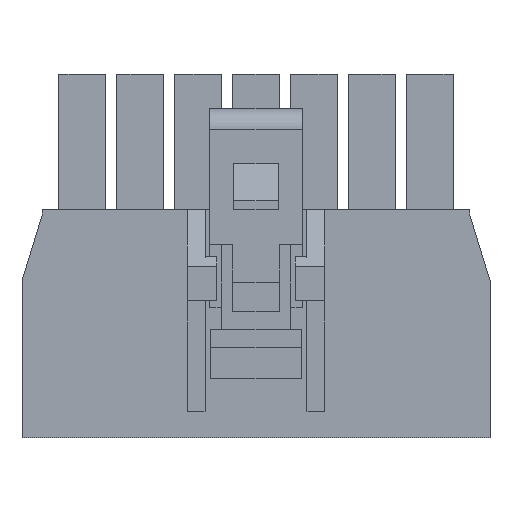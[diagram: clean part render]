
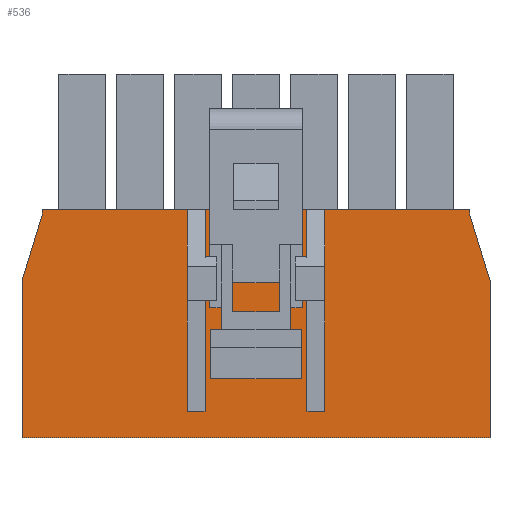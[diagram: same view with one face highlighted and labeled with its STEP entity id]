
A CAD part, front view. The second image highlights one B-rep face of the part: STEP entity #536.
In plain terms, the highlighted planar face has unit normal (0, -1, 0).
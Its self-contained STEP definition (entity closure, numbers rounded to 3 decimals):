
#65=FACE_OUTER_BOUND('',#1596,.T.);
#536=ADVANCED_FACE('',(#65),#1023,.T.);
#1023=PLANE('',#9599);
#1596=EDGE_LOOP('',(#2390,#2391,#2392,#2393,#2394,#2395,#2396,#2397,#2398,
#2399,#2400,#2401,#2402,#2403,#2404,#2405,#2406,#2407,#2408,#2409));
#2390=ORIENTED_EDGE('',*,*,#5889,.T.);
#2391=ORIENTED_EDGE('',*,*,#5912,.F.);
#2392=ORIENTED_EDGE('',*,*,#5646,.T.);
#2393=ORIENTED_EDGE('',*,*,#5913,.F.);
#2394=ORIENTED_EDGE('',*,*,#5914,.T.);
#2395=ORIENTED_EDGE('',*,*,#5915,.T.);
#2396=ORIENTED_EDGE('',*,*,#5642,.T.);
#2397=ORIENTED_EDGE('',*,*,#5916,.T.);
#2398=ORIENTED_EDGE('',*,*,#5887,.T.);
#2399=ORIENTED_EDGE('',*,*,#5917,.T.);
#2400=ORIENTED_EDGE('',*,*,#5654,.T.);
#2401=ORIENTED_EDGE('',*,*,#5918,.T.);
#2402=ORIENTED_EDGE('',*,*,#5919,.T.);
#2403=ORIENTED_EDGE('',*,*,#5920,.T.);
#2404=ORIENTED_EDGE('',*,*,#5817,.T.);
#2405=ORIENTED_EDGE('',*,*,#5921,.T.);
#2406=ORIENTED_EDGE('',*,*,#5922,.T.);
#2407=ORIENTED_EDGE('',*,*,#5923,.T.);
#2408=ORIENTED_EDGE('',*,*,#5650,.T.);
#2409=ORIENTED_EDGE('',*,*,#5924,.F.);
#4758=VERTEX_POINT('',#12440);
#4759=VERTEX_POINT('',#12441);
#4762=VERTEX_POINT('',#12447);
#4763=VERTEX_POINT('',#12449);
#4766=VERTEX_POINT('',#12455);
#4767=VERTEX_POINT('',#12457);
#4770=VERTEX_POINT('',#12463);
#4771=VERTEX_POINT('',#12465);
#4931=VERTEX_POINT('',#12790);
#4932=VERTEX_POINT('',#12792);
#4992=VERTEX_POINT('',#12928);
#4994=VERTEX_POINT('',#12932);
#4995=VERTEX_POINT('',#12936);
#4997=VERTEX_POINT('',#12939);
#5013=VERTEX_POINT('',#12985);
#5014=VERTEX_POINT('',#12987);
#5015=VERTEX_POINT('',#12992);
#5016=VERTEX_POINT('',#12994);
#5017=VERTEX_POINT('',#12997);
#5018=VERTEX_POINT('',#12999);
#5642=EDGE_CURVE('',#4758,#4759,#6969,.T.);
#5646=EDGE_CURVE('',#4763,#4762,#6973,.T.);
#5650=EDGE_CURVE('',#4767,#4766,#6977,.T.);
#5654=EDGE_CURVE('',#4771,#4770,#6981,.T.);
#5817=EDGE_CURVE('',#4932,#4931,#7144,.T.);
#5887=EDGE_CURVE('',#4992,#4994,#7214,.T.);
#5889=EDGE_CURVE('',#4997,#4995,#7216,.T.);
#5912=EDGE_CURVE('',#4763,#4995,#7239,.T.);
#5913=EDGE_CURVE('',#5013,#4762,#7240,.T.);
#5914=EDGE_CURVE('',#5013,#5014,#7241,.T.);
#5915=EDGE_CURVE('',#5014,#4758,#7242,.T.);
#5916=EDGE_CURVE('',#4759,#4992,#7243,.T.);
#5917=EDGE_CURVE('',#4994,#4771,#7244,.T.);
#5918=EDGE_CURVE('',#4770,#5015,#7245,.T.);
#5919=EDGE_CURVE('',#5015,#5016,#7246,.T.);
#5920=EDGE_CURVE('',#5016,#4932,#7247,.T.);
#5921=EDGE_CURVE('',#4931,#5017,#7248,.T.);
#5922=EDGE_CURVE('',#5017,#5018,#7249,.T.);
#5923=EDGE_CURVE('',#5018,#4767,#7250,.T.);
#5924=EDGE_CURVE('',#4997,#4766,#7251,.T.);
#6969=LINE('',#12439,#8286);
#6973=LINE('',#12448,#8290);
#6977=LINE('',#12456,#8294);
#6981=LINE('',#12464,#8298);
#7144=LINE('',#12791,#8461);
#7214=LINE('',#12933,#8531);
#7216=LINE('',#12938,#8533);
#7239=LINE('',#12983,#8556);
#7240=LINE('',#12984,#8557);
#7241=LINE('',#12986,#8558);
#7242=LINE('',#12988,#8559);
#7243=LINE('',#12989,#8560);
#7244=LINE('',#12990,#8561);
#7245=LINE('',#12991,#8562);
#7246=LINE('',#12993,#8563);
#7247=LINE('',#12995,#8564);
#7248=LINE('',#12996,#8565);
#7249=LINE('',#12998,#8566);
#7250=LINE('',#13000,#8567);
#7251=LINE('',#13001,#8568);
#8286=VECTOR('',#10103,1.);
#8290=VECTOR('',#10107,1.);
#8294=VECTOR('',#10111,1.);
#8298=VECTOR('',#10115,1.);
#8461=VECTOR('',#10284,1.);
#8531=VECTOR('',#10372,1.);
#8533=VECTOR('',#10376,1.);
#8556=VECTOR('',#10411,1.);
#8557=VECTOR('',#10412,1.);
#8558=VECTOR('',#10413,1.);
#8559=VECTOR('',#10414,1.);
#8560=VECTOR('',#10415,1.);
#8561=VECTOR('',#10416,1.);
#8562=VECTOR('',#10417,1.);
#8563=VECTOR('',#10418,1.);
#8564=VECTOR('',#10419,1.);
#8565=VECTOR('',#10420,1.);
#8566=VECTOR('',#10421,1.);
#8567=VECTOR('',#10422,1.);
#8568=VECTOR('',#10423,1.);
#9599=AXIS2_PLACEMENT_3D('',#13002,#10424,#10425);
#10103=DIRECTION('',(-1.,0.,0.));
#10107=DIRECTION('',(-1.,0.,0.));
#10111=DIRECTION('',(-1.,0.,0.));
#10115=DIRECTION('',(-1.,0.,0.));
#10284=DIRECTION('',(1.,0.,0.));
#10372=DIRECTION('',(-1.,0.,0.));
#10376=DIRECTION('',(-1.,0.,0.));
#10411=DIRECTION('',(0.,0.,-1.));
#10412=DIRECTION('',(0.,0.,-1.));
#10413=DIRECTION('',(-1.,0.,0.));
#10414=DIRECTION('',(0.,0.,-1.));
#10415=DIRECTION('',(0.,0.,-1.));
#10416=DIRECTION('',(0.,0.,1.));
#10417=DIRECTION('',(0.,0.,-1.));
#10418=DIRECTION('',(-0.294,0.,-0.956));
#10419=DIRECTION('',(0.,0.,-1.));
#10420=DIRECTION('',(0.,0.,1.));
#10421=DIRECTION('',(-0.294,0.,0.956));
#10422=DIRECTION('',(0.,0.,1.));
#10423=DIRECTION('',(0.,0.,1.));
#10424=DIRECTION('',(0.,-1.,0.));
#10425=DIRECTION('',(0.,0.,-1.));
#12439=CARTESIAN_POINT('',(-1.593,8.89,-5.615));
#12440=CARTESIAN_POINT('',(-1.393,8.89,-5.615));
#12441=CARTESIAN_POINT('',(-1.593,8.89,-5.615));
#12447=CARTESIAN_POINT('',(2.607,8.89,-5.615));
#12448=CARTESIAN_POINT('',(-1.593,8.89,-5.615));
#12449=CARTESIAN_POINT('',(2.807,8.89,-5.615));
#12455=CARTESIAN_POINT('',(3.577,8.89,-5.615));
#12456=CARTESIAN_POINT('',(9.827,8.89,-5.615));
#12457=CARTESIAN_POINT('',(9.827,8.89,-5.615));
#12463=CARTESIAN_POINT('',(-8.613,8.89,-5.615));
#12464=CARTESIAN_POINT('',(9.827,8.89,-5.615));
#12465=CARTESIAN_POINT('',(-2.363,8.89,-5.615));
#12790=CARTESIAN_POINT('',(10.707,8.89,-15.465));
#12791=CARTESIAN_POINT('',(-8.613,8.89,-15.465));
#12792=CARTESIAN_POINT('',(-9.493,8.89,-15.465));
#12928=CARTESIAN_POINT('',(-1.593,8.89,-14.315));
#12932=CARTESIAN_POINT('',(-2.363,8.89,-14.315));
#12933=CARTESIAN_POINT('',(3.577,8.89,-14.315));
#12936=CARTESIAN_POINT('',(2.807,8.89,-14.315));
#12938=CARTESIAN_POINT('',(3.577,8.89,-14.315));
#12939=CARTESIAN_POINT('',(3.577,8.89,-14.315));
#12983=CARTESIAN_POINT('',(2.807,8.89,-4.745));
#12984=CARTESIAN_POINT('',(2.607,8.89,-2.665));
#12985=CARTESIAN_POINT('',(2.607,8.89,-2.665));
#12986=CARTESIAN_POINT('',(2.607,8.89,-2.665));
#12987=CARTESIAN_POINT('',(-1.393,8.89,-2.665));
#12988=CARTESIAN_POINT('',(-1.393,8.89,-2.665));
#12989=CARTESIAN_POINT('',(-1.593,8.89,-4.745));
#12990=CARTESIAN_POINT('',(-2.363,8.89,-14.315));
#12991=CARTESIAN_POINT('',(-8.613,8.89,-5.615));
#12992=CARTESIAN_POINT('',(-8.613,8.89,-5.805));
#12993=CARTESIAN_POINT('',(-8.613,8.89,-5.805));
#12994=CARTESIAN_POINT('',(-9.493,8.89,-8.665));
#12995=CARTESIAN_POINT('',(-9.493,8.89,-8.665));
#12996=CARTESIAN_POINT('',(10.707,8.89,-15.465));
#12997=CARTESIAN_POINT('',(10.707,8.89,-8.665));
#12998=CARTESIAN_POINT('',(10.707,8.89,-8.665));
#12999=CARTESIAN_POINT('',(9.827,8.89,-5.805));
#13000=CARTESIAN_POINT('',(9.827,8.89,-15.465));
#13001=CARTESIAN_POINT('',(3.577,8.89,-14.315));
#13002=CARTESIAN_POINT('',(0.,8.89,0.));
